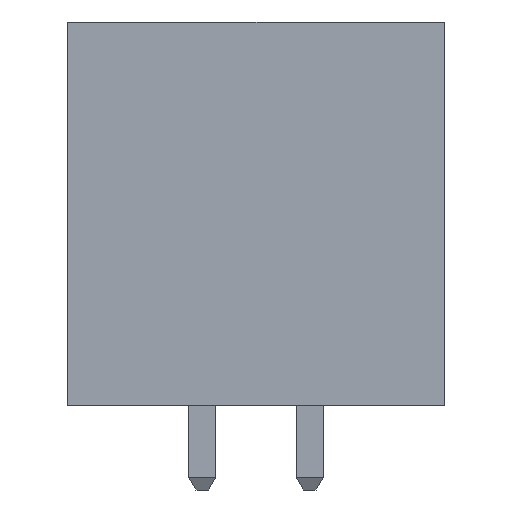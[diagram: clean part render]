
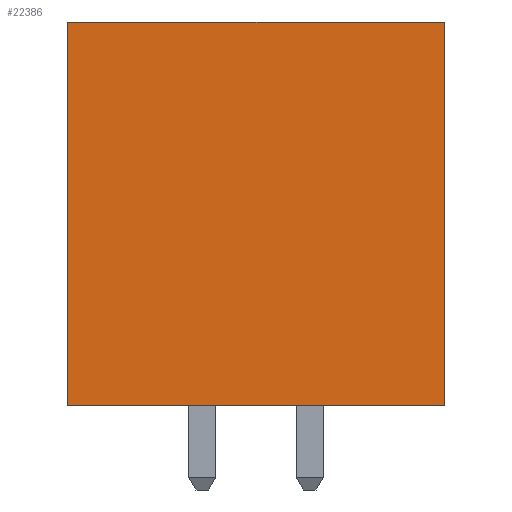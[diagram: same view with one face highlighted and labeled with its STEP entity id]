
A CAD part, left-side view. The second image highlights one B-rep face of the part: STEP entity #22386.
In plain terms, the highlighted planar face has unit normal (-1, 0, 0).
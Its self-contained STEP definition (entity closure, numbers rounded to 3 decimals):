
#22347 = CARTESIAN_POINT ( 'NONE',  ( -5.08, 5.72, 0. ) ) ;
#22348 = VERTEX_POINT ( 'NONE', #22347 ) ;
#22349 = CARTESIAN_POINT ( 'NONE',  ( -5.08, -3.18, 0. ) ) ;
#22350 = VERTEX_POINT ( 'NONE', #22349 ) ;
#22351 = CARTESIAN_POINT ( 'NONE',  ( -5.08, -3.18, 0. ) ) ;
#22352 = DIRECTION ( 'NONE',  ( 0., -1., 0. ) ) ;
#22353 = VECTOR ( 'NONE', #22352, 1000. ) ;
#22354 = LINE ( 'NONE', #22351, #22353 ) ;
#22355 = EDGE_CURVE ( 'NONE', #22348, #22350, #22354, .T. ) ;
#22356 = ORIENTED_EDGE ( 'NONE', *, *, #22355, .T. ) ;
#22357 = CARTESIAN_POINT ( 'NONE',  ( -5.08, -3.18, 9.05 ) ) ;
#22358 = VERTEX_POINT ( 'NONE', #22357 ) ;
#22359 = CARTESIAN_POINT ( 'NONE',  ( -5.08, -3.18, 9.05 ) ) ;
#22360 = DIRECTION ( 'NONE',  ( 0., 0., -1. ) ) ;
#22361 = VECTOR ( 'NONE', #22360, 1000. ) ;
#22362 = LINE ( 'NONE', #22359, #22361 ) ;
#22363 = EDGE_CURVE ( 'NONE', #22358, #22350, #22362, .T. ) ;
#22364 = ORIENTED_EDGE ( 'NONE', *, *, #22363, .F. ) ;
#22365 = CARTESIAN_POINT ( 'NONE',  ( -5.08, 5.72, 9.05 ) ) ;
#22366 = VERTEX_POINT ( 'NONE', #22365 ) ;
#22367 = CARTESIAN_POINT ( 'NONE',  ( -5.08, -3.18, 9.05 ) ) ;
#22368 = DIRECTION ( 'NONE',  ( 0., -1., 0. ) ) ;
#22369 = VECTOR ( 'NONE', #22368, 1000. ) ;
#22370 = LINE ( 'NONE', #22367, #22369 ) ;
#22371 = EDGE_CURVE ( 'NONE', #22366, #22358, #22370, .T. ) ;
#22372 = ORIENTED_EDGE ( 'NONE', *, *, #22371, .F. ) ;
#22373 = CARTESIAN_POINT ( 'NONE',  ( -5.08, 5.72, 9.05 ) ) ;
#22374 = DIRECTION ( 'NONE',  ( 0., 0., -1. ) ) ;
#22375 = VECTOR ( 'NONE', #22374, 1000. ) ;
#22376 = LINE ( 'NONE', #22373, #22375 ) ;
#22377 = EDGE_CURVE ( 'NONE', #22366, #22348, #22376, .T. ) ;
#22378 = ORIENTED_EDGE ( 'NONE', *, *, #22377, .T. ) ;
#22379 = EDGE_LOOP ( 'NONE', ( #22356, #22364, #22372, #22378 ) ) ;
#22380 = FACE_OUTER_BOUND ( 'NONE', #22379, .T. ) ;
#22381 = CARTESIAN_POINT ( 'NONE',  ( -5.08, -3.18, 9.05 ) ) ;
#22382 = DIRECTION ( 'NONE',  ( 1., 0., 0. ) ) ;
#22383 = DIRECTION ( 'NONE',  ( 0., 1., 0. ) ) ;
#22384 = AXIS2_PLACEMENT_3D ( 'NONE', #22381, #22382, #22383 ) ;
#22385 = PLANE ( 'NONE', #22384 ) ;
#22386 = ADVANCED_FACE ( 'NONE', ( #22380 ), #22385, .F. ) ;
